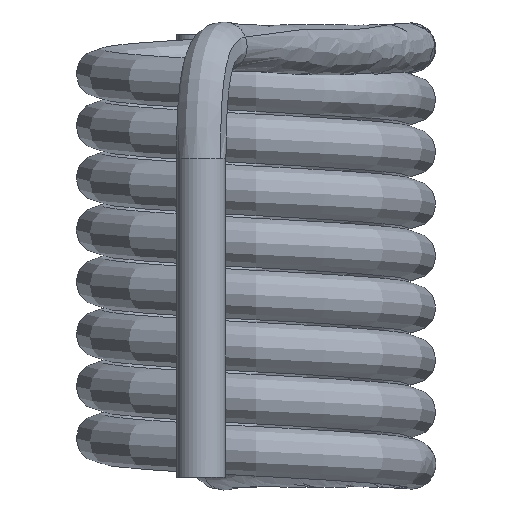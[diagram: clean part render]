
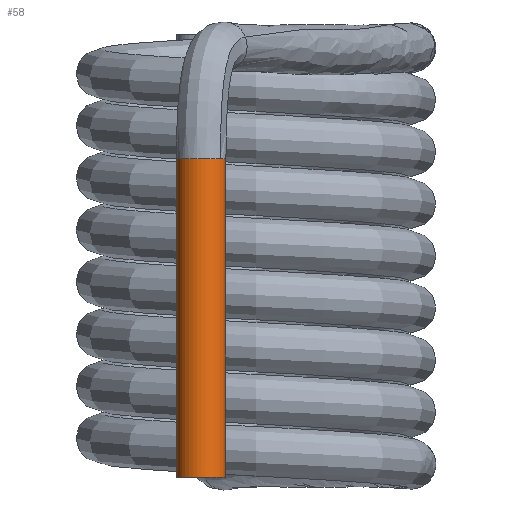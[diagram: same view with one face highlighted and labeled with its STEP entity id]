
A CAD part, front view. The second image highlights one B-rep face of the part: STEP entity #58.
In plain terms, the highlighted cylindrical face has radius 0.475 mm (diameter 0.95 mm), a partial arc.
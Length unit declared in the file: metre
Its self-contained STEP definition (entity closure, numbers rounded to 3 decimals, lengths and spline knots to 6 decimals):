
#58=ADVANCED_FACE('',(#117),#118,.T.);
#117=FACE_OUTER_BOUND('',#1579,.T.);
#118=CYLINDRICAL_SURFACE('',#1580,0.000475);
#1579=EDGE_LOOP('',(#1855,#1856,#1857,#1858,#1859));
#1580=AXIS2_PLACEMENT_3D('',#1860,#1861,#1862);
#1855=ORIENTED_EDGE('',*,*,#1943,.F.);
#1856=ORIENTED_EDGE('',*,*,#1949,.F.);
#1857=ORIENTED_EDGE('',*,*,#1945,.F.);
#1858=ORIENTED_EDGE('',*,*,#1950,.T.);
#1859=ORIENTED_EDGE('',*,*,#1918,.T.);
#1860=CARTESIAN_POINT('',(-0.001052,-0.010464,0.005871));
#1861=DIRECTION('',(0.,-0.0,1.0));
#1862=DIRECTION('',(-1.0,0.0,0.));
#1918=EDGE_CURVE('',#1982,#1980,#1983,.T.);
#1943=EDGE_CURVE('',#2017,#1980,#2018,.T.);
#1945=EDGE_CURVE('',#2019,#2021,#2022,.T.);
#1949=EDGE_CURVE('',#2021,#2017,#2027,.T.);
#1950=EDGE_CURVE('',#2019,#1982,#2028,.T.);
#1980=VERTEX_POINT('',#2123);
#1982=VERTEX_POINT('',#2125);
#1983=CIRCLE('',#2126,0.000475);
#2017=VERTEX_POINT('',#2277);
#2018=LINE('',#2278,#2279);
#2019=VERTEX_POINT('',#2280);
#2021=VERTEX_POINT('',#2282);
#2022=LINE('',#2283,#2284);
#2027=CIRCLE('',#2289,0.000475);
#2028=CIRCLE('',#2290,0.000475);
#2123=CARTESIAN_POINT('',(-0.001527,-0.010464,0.005871));
#2125=CARTESIAN_POINT('',(-0.000687,-0.010767,0.005871));
#2126=AXIS2_PLACEMENT_3D('',#2319,#2320,#2321);
#2277=CARTESIAN_POINT('',(-0.001527,-0.010464,-0.000249));
#2278=CARTESIAN_POINT('',(-0.001527,-0.010464,0.005871));
#2279=VECTOR('',#2346,1.0);
#2280=CARTESIAN_POINT('',(-0.000577,-0.010464,0.005871));
#2282=CARTESIAN_POINT('',(-0.000577,-0.010464,-0.000249));
#2283=CARTESIAN_POINT('',(-0.000577,-0.010464,0.005871));
#2284=VECTOR('',#2350,1.0);
#2289=AXIS2_PLACEMENT_3D('',#2357,#2358,#2359);
#2290=AXIS2_PLACEMENT_3D('',#2360,#2361,#2362);
#2319=CARTESIAN_POINT('',(-0.001052,-0.010464,0.005871));
#2320=DIRECTION('',(0.,0.,-1.0));
#2321=DIRECTION('',(-0.769,0.639,0.));
#2346=DIRECTION('',(0.,-0.0,1.0));
#2350=DIRECTION('',(0.,0.0,-1.0));
#2357=CARTESIAN_POINT('',(-0.001052,-0.010464,-0.000249));
#2358=DIRECTION('',(0.,0.,-1.0));
#2359=DIRECTION('',(-0.769,0.639,0.));
#2360=CARTESIAN_POINT('',(-0.001052,-0.010464,0.005871));
#2361=DIRECTION('',(0.,0.,-1.0));
#2362=DIRECTION('',(-0.769,0.639,0.));
